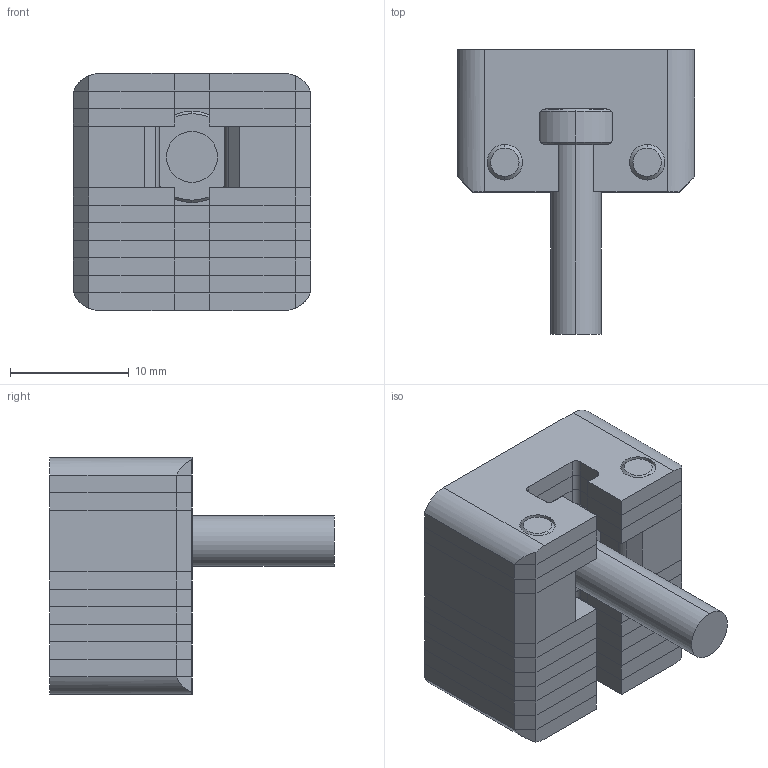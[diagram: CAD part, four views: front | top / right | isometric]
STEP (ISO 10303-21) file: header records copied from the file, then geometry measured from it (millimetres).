
FILE_DESCRIPTION (( 'STEP AP203' ), '1' );
FILE_NAME ('6e3e.STEP', '2023-01-11T08:33:55', ( '' ), ( '' ), 'SwSTEP 2.0', 'SolidWorks 2019', '' );
FILE_SCHEMA (( 'CONFIG_CONTROL_DESIGN' ));
Length unit declared in the file: millimetre
Products named in the file (6): Lamellar_Gas_Vent_ISGL20C 78ce75be6e9cf0b9f25ba4aa364e3535; Lamela_Radius 78ce75be6e9cf0b9f25ba4aa364e3535; Bolt 78ce75be6e9cf0b9f25ba4aa364e3535; Pin_20 78ce75be6e9cf0b9f25ba4aa364e3535; 6e3e; Lamela 78ce75be6e9cf0b9f25ba4aa364e3535
Assembly tree (12 placements, depth 2):
  6e3e
    Lamellar_Gas_Vent_ISGL20C 78ce75be6e9cf0b9f25ba4aa364e3535
    Bolt 78ce75be6e9cf0b9f25ba4aa364e3535
    Lamela_Radius 78ce75be6e9cf0b9f25ba4aa364e3535  x2
    Lamela 78ce75be6e9cf0b9f25ba4aa364e3535  x6
    Pin_20 78ce75be6e9cf0b9f25ba4aa364e3535  x2
Bounding box: 20 x 24 x 20 mm (x, y, z)
Volume: 4360.7 mm3; surface area: 6964.3 mm2
Topology: 14 solids, 14 shells, 294 faces, 783 edges, 518 vertices
Faces by surface type: plane 179, cylinder 103, cone 12
Entity records: 4507 total; most frequent: DIRECTION 665, CARTESIAN_POINT 648, ORIENTED_EDGE 614, EDGE_CURVE 307, AXIS2_PLACEMENT_3D 227, LINE 211, VECTOR 211, VERTEX_POINT 202
